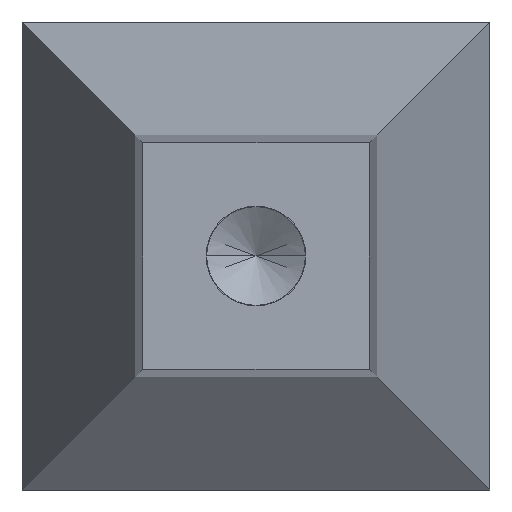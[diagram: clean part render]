
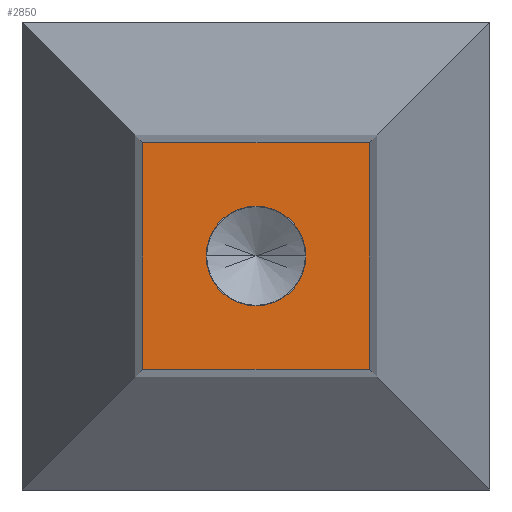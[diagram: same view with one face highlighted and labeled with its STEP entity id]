
A CAD part, front view. The second image highlights one B-rep face of the part: STEP entity #2850.
In plain terms, the highlighted planar face has unit normal (0, -1, 0).
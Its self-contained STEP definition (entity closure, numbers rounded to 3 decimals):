
#840=CARTESIAN_POINT('',(36.506,-12.,0.));
#850=DIRECTION('',(0.,0.,-1.));
#860=VECTOR('',#850,1.);
#870=LINE('',#840,#860);
#880=CARTESIAN_POINT('',(36.506,-12.,3.756));
#890=VERTEX_POINT('',#880);
#900=CARTESIAN_POINT('',(36.506,-12.,-3.756));
#910=VERTEX_POINT('',#900);
#920=EDGE_CURVE('',#890,#910,#870,.T.);
#1760=CARTESIAN_POINT('',(28.994,-12.,-3.756));
#1770=VERTEX_POINT('',#1760);
#1800=CARTESIAN_POINT('',(0.,-12.,-3.756));
#1810=DIRECTION('',(-1.,0.,0.));
#1820=VECTOR('',#1810,1.);
#1830=LINE('',#1800,#1820);
#1840=EDGE_CURVE('',#910,#1770,#1830,.T.);
#2470=CARTESIAN_POINT('',(32.75,-12.,4.3));
#2480=DIRECTION('',(-0.,-1.,0.));
#2490=DIRECTION('',(0.,0.,1.));
#2500=AXIS2_PLACEMENT_3D('',#2470,#2480,#2490);
#2510=PLANE('',#2500);
#2520=CARTESIAN_POINT('',(28.994,-12.,0.));
#2530=DIRECTION('',(0.,0.,-1.));
#2540=VECTOR('',#2530,1.);
#2550=LINE('',#2520,#2540);
#2560=CARTESIAN_POINT('',(28.994,-12.,3.756));
#2570=VERTEX_POINT('',#2560);
#2580=EDGE_CURVE('',#2570,#1770,#2550,.T.);
#2590=ORIENTED_EDGE('',*,*,#2580,.T.);
#2600=CARTESIAN_POINT('',(0.,-12.,3.756));
#2610=DIRECTION('',(-1.,0.,0.));
#2620=VECTOR('',#2610,1.);
#2630=LINE('',#2600,#2620);
#2640=EDGE_CURVE('',#890,#2570,#2630,.T.);
#2650=ORIENTED_EDGE('',*,*,#2640,.T.);
#2660=ORIENTED_EDGE('',*,*,#920,.F.);
#2670=ORIENTED_EDGE('',*,*,#1840,.F.);
#2680=EDGE_LOOP('',(#2670,#2660,#2650,#2590));
#2690=FACE_OUTER_BOUND('',#2680,.T.);
#2700=CARTESIAN_POINT('',(32.75,-12.,0.));
#2710=DIRECTION('',(0.,-1.,0.));
#2720=DIRECTION('',(1.,0.,0.));
#2730=AXIS2_PLACEMENT_3D('',#2700,#2710,#2720);
#2740=CIRCLE('',#2730,1.65);
#2750=CARTESIAN_POINT('',(34.4,-12.,0.));
#2760=VERTEX_POINT('',#2750);
#2770=CARTESIAN_POINT('',(31.1,-12.,0.));
#2780=VERTEX_POINT('',#2770);
#2790=EDGE_CURVE('',#2760,#2780,#2740,.T.);
#2800=ORIENTED_EDGE('',*,*,#2790,.F.);
#2810=EDGE_CURVE('',#2780,#2760,#2740,.T.);
#2820=ORIENTED_EDGE('',*,*,#2810,.F.);
#2830=EDGE_LOOP('',(#2820,#2800));
#2840=FACE_BOUND('',#2830,.T.);
#2850=ADVANCED_FACE('',(#2690,#2840),#2510,.T.);
